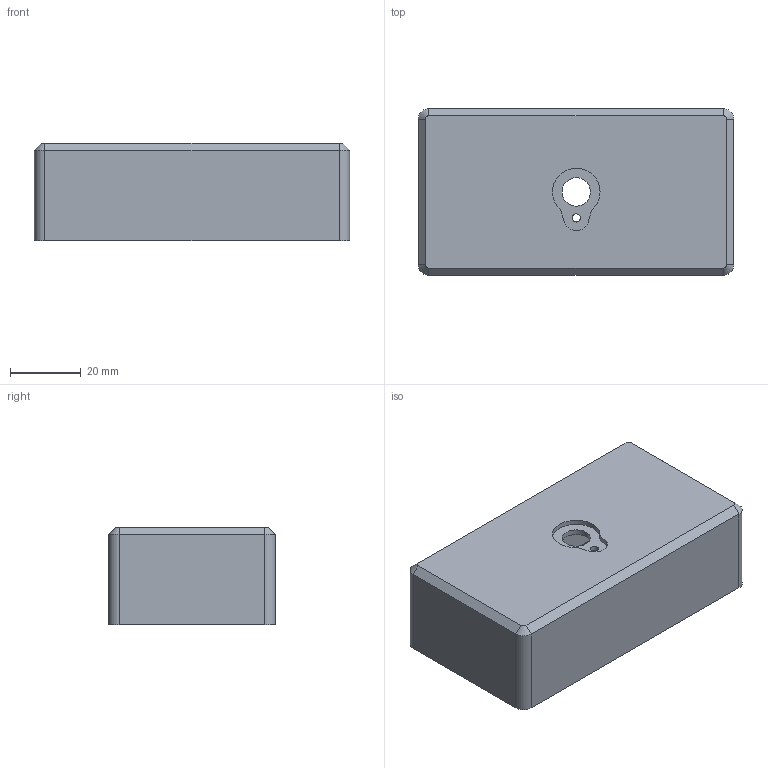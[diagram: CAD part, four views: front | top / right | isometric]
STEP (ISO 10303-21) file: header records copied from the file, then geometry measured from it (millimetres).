
FILE_DESCRIPTION (( 'STEP AP203' ), '1' );
FILE_NAME ('Base LCD.STEP', '2021-11-29T19:30:42', ( '' ), ( '' ), 'SwSTEP 2.0', 'SolidWorks 2018', '' );
FILE_SCHEMA (( 'CONFIG_CONTROL_DESIGN' ));
Length unit declared in the file: millimetre
Products named in the file (1): Base LCD
Bounding box: 88.85 x 47 x 27.5 mm (x, y, z)
Volume: 31404.8 mm3; surface area: 21870.6 mm2
Topology: 1 solids, 1 shells, 125 faces, 300 edges, 188 vertices
Faces by surface type: plane 53, cylinder 51, cone 14, torus 5, bspline 2
Entity records: 3782 total; most frequent: CARTESIAN_POINT 704, DIRECTION 663, ORIENTED_EDGE 600, EDGE_CURVE 300, AXIS2_PLACEMENT_3D 247, VERTEX_POINT 188, VECTOR 169, LINE 169
